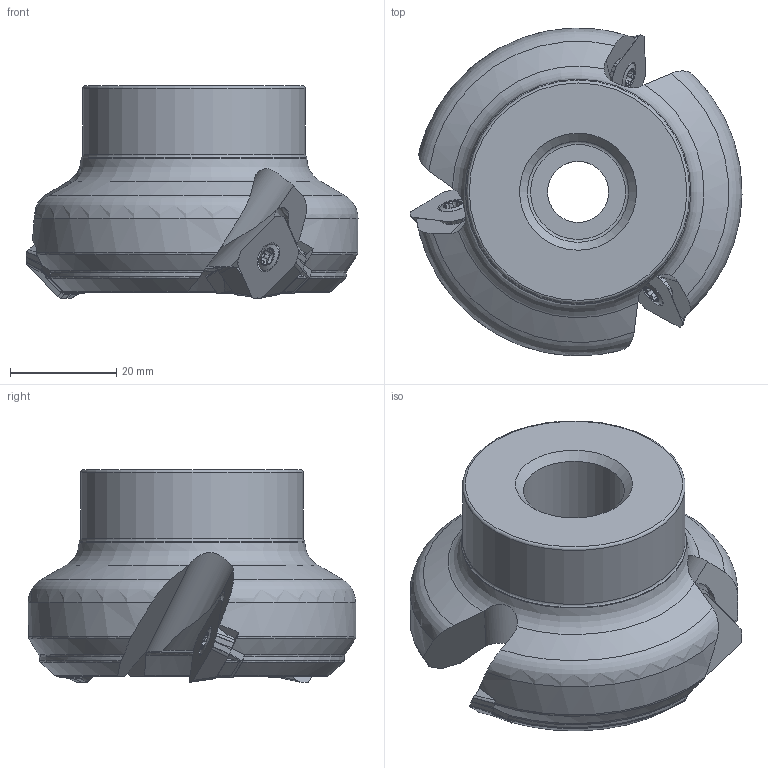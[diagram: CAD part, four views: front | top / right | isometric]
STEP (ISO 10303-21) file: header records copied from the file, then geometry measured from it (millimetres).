
FILE_DESCRIPTION(/* description */ (''),/* implementation_level */ '2;1');
FILE_NAME(/* name */ 'toolassembly_1.stp',/* time_stamp */ '2019-05-02T16:49:05+02:00',/* author */ (''),/* organization */ ('SMS'),/* preprocessor_version */ 'ST-DEVELOPER v15',/* originating_system */ 'SIEMENS PLM Software NX 8.5',/* authorisation */ '');
FILE_SCHEMA (('AUTOMOTIVE_DESIGN { 1 0 10303 214 3 1 1 1 }'));
Length unit declared in the file: millimetre
Products named in the file (4): CUT_20190502164745; NOCUT_20190502164712; ASSEMBLY_CONSTRUCTION; TOOLASSEMBLY_1
Assembly tree (5 placements, depth 2):
  TOOLASSEMBLY_1
    ASSEMBLY_CONSTRUCTION
    NOCUT_20190502164712
    CUT_20190502164745  x3
Bounding box: 62.58 x 61.79 x 40.01 mm (x, y, z)
Volume: 59321.7 mm3; surface area: 14535.3 mm2
Topology: 4 solids, 4 shells, 452 faces, 1359 edges, 938 vertices
Faces by surface type: plane 166, extrusion 111, cone 60, cylinder 54, torus 49, sphere 12
Full cylindrical faces by diameter (mm): 3.5 x3, 4.1 x3, 5.25 x3, 11.5 x1, 17.15 x1, 19.061 x1, 19.5 x1, 42 x1, 42.5 x1
Entity records: 14989 total; most frequent: CARTESIAN_POINT 5649, ORIENTED_EDGE 2000, DIRECTION 1761, EDGE_CURVE 1000, AXIS2_PLACEMENT_3D 699, VERTEX_POINT 686, EDGE_LOOP 423, B_SPLINE_CURVE_WITH_KNOTS 381
